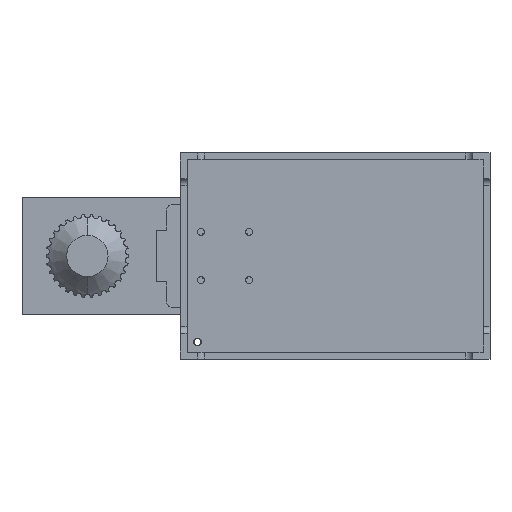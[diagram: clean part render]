
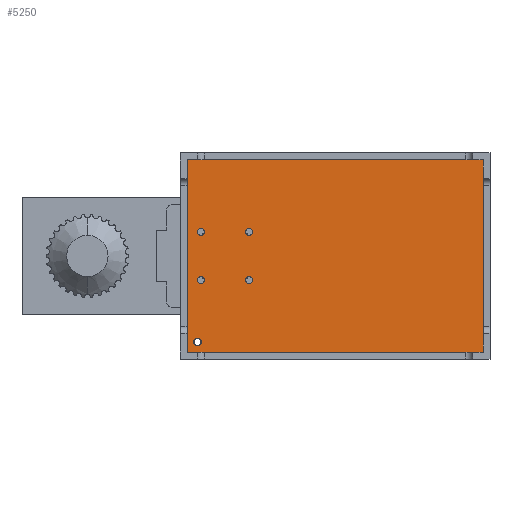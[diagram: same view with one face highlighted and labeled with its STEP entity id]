
A CAD part, front view. The second image highlights one B-rep face of the part: STEP entity #5250.
In plain terms, the highlighted planar face has unit normal (0, -1, 0).
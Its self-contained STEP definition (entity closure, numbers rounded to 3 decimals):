
#314 = FACE_BOUND ( 'NONE', #15228, .T. ) ;
#359 = DIRECTION ( 'NONE',  ( 0., 0., -1. ) ) ;
#462 = ORIENTED_EDGE ( 'NONE', *, *, #17982, .F. ) ;
#480 = DIRECTION ( 'NONE',  ( 0., -1., 0. ) ) ;
#489 = CARTESIAN_POINT ( 'NONE',  ( -195., 65., 35. ) ) ;
#540 = ORIENTED_EDGE ( 'NONE', *, *, #15267, .F. ) ;
#669 = LINE ( 'NONE', #20007, #9510 ) ;
#808 = AXIS2_PLACEMENT_3D ( 'NONE', #13164, #1821, #20798 ) ;
#838 = DIRECTION ( 'NONE',  ( 0., 0., -1. ) ) ;
#1507 = CARTESIAN_POINT ( 'NONE',  ( -125., 65., 35. ) ) ;
#1543 = VERTEX_POINT ( 'NONE', #18482 ) ;
#1761 = VERTEX_POINT ( 'NONE', #19921 ) ;
#1786 = AXIS2_PLACEMENT_3D ( 'NONE', #15934, #480, #23558 ) ;
#1821 = DIRECTION ( 'NONE',  ( 0., -1., 0. ) ) ;
#2220 = CARTESIAN_POINT ( 'NONE',  ( 215., 65., -140. ) ) ;
#2271 = VERTEX_POINT ( 'NONE', #9823 ) ;
#2388 = CIRCLE ( 'NONE', #19928, 5.524 ) ;
#2591 = DIRECTION ( 'NONE',  ( 0., -1., 0. ) ) ;
#2707 = CARTESIAN_POINT ( 'NONE',  ( -195., 65., 35. ) ) ;
#2806 = DIRECTION ( 'NONE',  ( -1., 0., 0. ) ) ;
#2967 = CARTESIAN_POINT ( 'NONE',  ( -215., 65., -140. ) ) ;
#2988 = CIRCLE ( 'NONE', #1786, 5. ) ;
#3323 = CARTESIAN_POINT ( 'NONE',  ( 215., 65., 0. ) ) ;
#3382 = CARTESIAN_POINT ( 'NONE',  ( 215., 65., 140. ) ) ;
#3399 = CARTESIAN_POINT ( 'NONE',  ( -215., 65., 0. ) ) ;
#4031 = EDGE_CURVE ( 'NONE', #9111, #21302, #24120, .T. ) ;
#4060 = FACE_BOUND ( 'NONE', #23934, .T. ) ;
#4186 = FACE_BOUND ( 'NONE', #16606, .T. ) ;
#4608 = VECTOR ( 'NONE', #7412, 1000. ) ;
#4990 = CARTESIAN_POINT ( 'NONE',  ( -200., 65., -125. ) ) ;
#5048 = VERTEX_POINT ( 'NONE', #17839 ) ;
#5250 = ADVANCED_FACE ( 'NONE', ( #19661, #4186, #314, #4060, #17661, #23142 ), #21630, .T. ) ;
#6396 = AXIS2_PLACEMENT_3D ( 'NONE', #1507, #9187, #24344 ) ;
#7134 = CARTESIAN_POINT ( 'NONE',  ( -200., 65., -130.524 ) ) ;
#7145 = EDGE_LOOP ( 'NONE', ( #19108, #24358 ) ) ;
#7412 = DIRECTION ( 'NONE',  ( 0., 0., -1. ) ) ;
#7614 = VERTEX_POINT ( 'NONE', #12675 ) ;
#7993 = VERTEX_POINT ( 'NONE', #7134 ) ;
#8382 = CARTESIAN_POINT ( 'NONE',  ( 0., 65., -140. ) ) ;
#8504 = DIRECTION ( 'NONE',  ( 0., -1., 0. ) ) ;
#8557 = AXIS2_PLACEMENT_3D ( 'NONE', #12381, #8504, #23769 ) ;
#8863 = CARTESIAN_POINT ( 'NONE',  ( -195., 65., -30. ) ) ;
#9046 = DIRECTION ( 'NONE',  ( 0., -1., 0. ) ) ;
#9111 = VERTEX_POINT ( 'NONE', #17669 ) ;
#9187 = DIRECTION ( 'NONE',  ( 0., -1., 0. ) ) ;
#9206 = ORIENTED_EDGE ( 'NONE', *, *, #14516, .F. ) ;
#9265 = AXIS2_PLACEMENT_3D ( 'NONE', #24109, #10840, #20372 ) ;
#9285 = VERTEX_POINT ( 'NONE', #8863 ) ;
#9326 = ORIENTED_EDGE ( 'NONE', *, *, #23101, .F. ) ;
#9510 = VECTOR ( 'NONE', #12480, 1000. ) ;
#9575 = EDGE_CURVE ( 'NONE', #9285, #1543, #10070, .T. ) ;
#9796 = ORIENTED_EDGE ( 'NONE', *, *, #10263, .F. ) ;
#9823 = CARTESIAN_POINT ( 'NONE',  ( -200., 65., -119.476 ) ) ;
#9950 = ORIENTED_EDGE ( 'NONE', *, *, #9575, .F. ) ;
#9983 = EDGE_LOOP ( 'NONE', ( #540, #10560, #462, #20816 ) ) ;
#10070 = CIRCLE ( 'NONE', #9265, 5. ) ;
#10153 = ORIENTED_EDGE ( 'NONE', *, *, #22597, .F. ) ;
#10218 = ORIENTED_EDGE ( 'NONE', *, *, #15698, .F. ) ;
#10263 = EDGE_CURVE ( 'NONE', #1761, #7614, #20906, .T. ) ;
#10265 = DIRECTION ( 'NONE',  ( 0., -1., 0. ) ) ;
#10498 = AXIS2_PLACEMENT_3D ( 'NONE', #13411, #13540, #11392 ) ;
#10560 = ORIENTED_EDGE ( 'NONE', *, *, #16854, .F. ) ;
#10760 = CIRCLE ( 'NONE', #6396, 5. ) ;
#10839 = LINE ( 'NONE', #3399, #19181 ) ;
#10840 = DIRECTION ( 'NONE',  ( 0., -1., 0. ) ) ;
#11184 = EDGE_CURVE ( 'NONE', #21302, #9111, #16200, .T. ) ;
#11392 = DIRECTION ( 'NONE',  ( 0., 0., -1. ) ) ;
#11573 = EDGE_LOOP ( 'NONE', ( #9326, #20272 ) ) ;
#11662 = CARTESIAN_POINT ( 'NONE',  ( -200., 65., -125. ) ) ;
#12257 = LINE ( 'NONE', #8382, #17779 ) ;
#12329 = CIRCLE ( 'NONE', #808, 5. ) ;
#12369 = CIRCLE ( 'NONE', #14328, 5.524 ) ;
#12381 = CARTESIAN_POINT ( 'NONE',  ( -125., 65., -35. ) ) ;
#12480 = DIRECTION ( 'NONE',  ( 1., 0., 0. ) ) ;
#12675 = CARTESIAN_POINT ( 'NONE',  ( -125., 65., -30. ) ) ;
#13164 = CARTESIAN_POINT ( 'NONE',  ( -125., 65., 35. ) ) ;
#13411 = CARTESIAN_POINT ( 'NONE',  ( -125., 65., -35. ) ) ;
#13540 = DIRECTION ( 'NONE',  ( 0., -1., 0. ) ) ;
#13565 = VERTEX_POINT ( 'NONE', #13760 ) ;
#13760 = CARTESIAN_POINT ( 'NONE',  ( -215., 65., 140. ) ) ;
#13942 = DIRECTION ( 'NONE',  ( 0., 0., -1. ) ) ;
#14328 = AXIS2_PLACEMENT_3D ( 'NONE', #4990, #9046, #20094 ) ;
#14516 = EDGE_CURVE ( 'NONE', #1543, #9285, #2988, .T. ) ;
#14551 = AXIS2_PLACEMENT_3D ( 'NONE', #2707, #10265, #838 ) ;
#15228 = EDGE_LOOP ( 'NONE', ( #10218, #9796 ) ) ;
#15267 = EDGE_CURVE ( 'NONE', #22579, #16142, #24164, .T. ) ;
#15653 = EDGE_CURVE ( 'NONE', #16142, #16247, #12257, .T. ) ;
#15698 = EDGE_CURVE ( 'NONE', #7614, #1761, #19780, .T. ) ;
#15934 = CARTESIAN_POINT ( 'NONE',  ( -195., 65., -35. ) ) ;
#16142 = VERTEX_POINT ( 'NONE', #2220 ) ;
#16200 = CIRCLE ( 'NONE', #19414, 5. ) ;
#16247 = VERTEX_POINT ( 'NONE', #2967 ) ;
#16263 = DIRECTION ( 'NONE',  ( 0., 0., -1. ) ) ;
#16392 = CARTESIAN_POINT ( 'NONE',  ( 0., 65., 0. ) ) ;
#16518 = AXIS2_PLACEMENT_3D ( 'NONE', #16392, #18151, #16263 ) ;
#16606 = EDGE_LOOP ( 'NONE', ( #9950, #9206 ) ) ;
#16854 = EDGE_CURVE ( 'NONE', #13565, #22579, #669, .T. ) ;
#17661 = FACE_BOUND ( 'NONE', #7145, .T. ) ;
#17669 = CARTESIAN_POINT ( 'NONE',  ( -195., 65., 40. ) ) ;
#17779 = VECTOR ( 'NONE', #2806, 1000. ) ;
#17839 = CARTESIAN_POINT ( 'NONE',  ( -125., 65., 30. ) ) ;
#17982 = EDGE_CURVE ( 'NONE', #16247, #13565, #10839, .T. ) ;
#18151 = DIRECTION ( 'NONE',  ( 0., -1., 0. ) ) ;
#18363 = CARTESIAN_POINT ( 'NONE',  ( -195., 65., 30. ) ) ;
#18482 = CARTESIAN_POINT ( 'NONE',  ( -195., 65., -40. ) ) ;
#18823 = VERTEX_POINT ( 'NONE', #23496 ) ;
#19108 = ORIENTED_EDGE ( 'NONE', *, *, #4031, .F. ) ;
#19181 = VECTOR ( 'NONE', #20740, 1000. ) ;
#19414 = AXIS2_PLACEMENT_3D ( 'NONE', #489, #23066, #359 ) ;
#19661 = FACE_BOUND ( 'NONE', #11573, .T. ) ;
#19780 = CIRCLE ( 'NONE', #8557, 5. ) ;
#19921 = CARTESIAN_POINT ( 'NONE',  ( -125., 65., -40. ) ) ;
#19928 = AXIS2_PLACEMENT_3D ( 'NONE', #11662, #2591, #13942 ) ;
#20007 = CARTESIAN_POINT ( 'NONE',  ( 0., 65., 140. ) ) ;
#20094 = DIRECTION ( 'NONE',  ( 0., 0., -1. ) ) ;
#20272 = ORIENTED_EDGE ( 'NONE', *, *, #23252, .F. ) ;
#20372 = DIRECTION ( 'NONE',  ( 0., 0., -1. ) ) ;
#20740 = DIRECTION ( 'NONE',  ( 0., 0., 1. ) ) ;
#20798 = DIRECTION ( 'NONE',  ( 0., 0., -1. ) ) ;
#20812 = ORIENTED_EDGE ( 'NONE', *, *, #23517, .F. ) ;
#20816 = ORIENTED_EDGE ( 'NONE', *, *, #15653, .F. ) ;
#20906 = CIRCLE ( 'NONE', #10498, 5. ) ;
#21302 = VERTEX_POINT ( 'NONE', #18363 ) ;
#21630 = PLANE ( 'NONE',  #16518 ) ;
#22579 = VERTEX_POINT ( 'NONE', #3382 ) ;
#22597 = EDGE_CURVE ( 'NONE', #18823, #5048, #10760, .T. ) ;
#23066 = DIRECTION ( 'NONE',  ( 0., -1., 0. ) ) ;
#23101 = EDGE_CURVE ( 'NONE', #2271, #7993, #12369, .T. ) ;
#23142 = FACE_OUTER_BOUND ( 'NONE', #9983, .T. ) ;
#23252 = EDGE_CURVE ( 'NONE', #7993, #2271, #2388, .T. ) ;
#23496 = CARTESIAN_POINT ( 'NONE',  ( -125., 65., 40. ) ) ;
#23517 = EDGE_CURVE ( 'NONE', #5048, #18823, #12329, .T. ) ;
#23558 = DIRECTION ( 'NONE',  ( 0., 0., -1. ) ) ;
#23769 = DIRECTION ( 'NONE',  ( 0., 0., -1. ) ) ;
#23934 = EDGE_LOOP ( 'NONE', ( #10153, #20812 ) ) ;
#24109 = CARTESIAN_POINT ( 'NONE',  ( -195., 65., -35. ) ) ;
#24120 = CIRCLE ( 'NONE', #14551, 5. ) ;
#24164 = LINE ( 'NONE', #3323, #4608 ) ;
#24344 = DIRECTION ( 'NONE',  ( 0., 0., -1. ) ) ;
#24358 = ORIENTED_EDGE ( 'NONE', *, *, #11184, .F. ) ;
